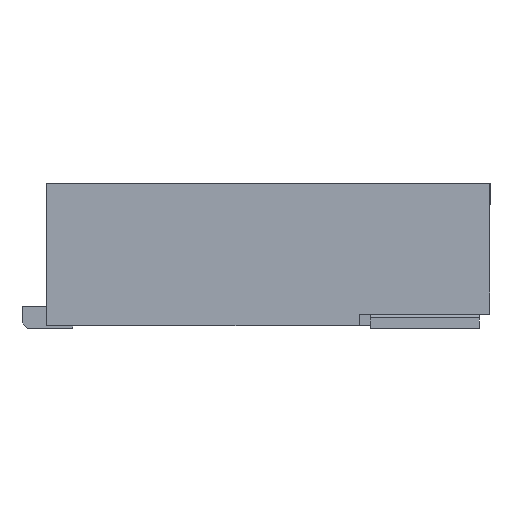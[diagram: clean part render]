
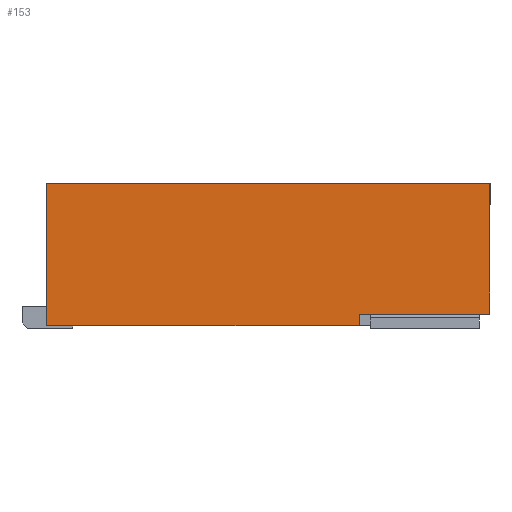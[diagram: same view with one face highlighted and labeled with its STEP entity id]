
A CAD part, left-side view. The second image highlights one B-rep face of the part: STEP entity #153.
In plain terms, the highlighted planar face has unit normal (-1, 0, 0).
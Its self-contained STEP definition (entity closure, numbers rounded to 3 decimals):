
#153=ADVANCED_FACE('',(#752),#465,.T.);
#465=PLANE('',#6324);
#752=FACE_OUTER_BOUND('',#1062,.T.);
#1062=EDGE_LOOP('',(#1731,#1732,#1733,#1734,#1735,#1736));
#1731=ORIENTED_EDGE('',*,*,#4063,.T.);
#1732=ORIENTED_EDGE('',*,*,#4064,.T.);
#1733=ORIENTED_EDGE('',*,*,#4051,.F.);
#1734=ORIENTED_EDGE('',*,*,#4065,.F.);
#1735=ORIENTED_EDGE('',*,*,#3918,.T.);
#1736=ORIENTED_EDGE('',*,*,#3912,.T.);
#3324=VERTEX_POINT('',#8620);
#3325=VERTEX_POINT('',#8622);
#3329=VERTEX_POINT('',#8633);
#3437=VERTEX_POINT('',#8901);
#3438=VERTEX_POINT('',#8902);
#3445=VERTEX_POINT('',#8923);
#3912=EDGE_CURVE('',#3325,#3324,#4803,.T.);
#3918=EDGE_CURVE('',#3329,#3325,#4809,.T.);
#4051=EDGE_CURVE('',#3437,#3438,#4942,.T.);
#4063=EDGE_CURVE('',#3324,#3445,#4954,.T.);
#4064=EDGE_CURVE('',#3445,#3438,#4955,.T.);
#4065=EDGE_CURVE('',#3329,#3437,#4956,.T.);
#4803=LINE('',#8621,#5646);
#4809=LINE('',#8632,#5652);
#4942=LINE('',#8900,#5785);
#4954=LINE('',#8922,#5797);
#4955=LINE('',#8924,#5798);
#4956=LINE('',#8925,#5799);
#5646=VECTOR('',#6864,1.);
#5652=VECTOR('',#6872,1.);
#5785=VECTOR('',#7059,1.);
#5797=VECTOR('',#7075,1.);
#5798=VECTOR('',#7076,1.);
#5799=VECTOR('',#7077,1.);
#6324=AXIS2_PLACEMENT_3D('',#8926,#7078,#7079);
#6864=DIRECTION('',(0.,-1.,0.));
#6872=DIRECTION('',(0.,0.,-1.));
#7059=DIRECTION('',(0.,0.,-1.));
#7075=DIRECTION('',(0.,0.,1.));
#7076=DIRECTION('',(0.,-1.,0.));
#7077=DIRECTION('',(0.,-1.,0.));
#7078=DIRECTION('',(-1.,0.,0.));
#7079=DIRECTION('',(0.,0.,1.));
#8620=CARTESIAN_POINT('',(-19.125,3.85,0.04));
#8621=CARTESIAN_POINT('',(-19.125,8.15,0.04));
#8622=CARTESIAN_POINT('',(-19.125,8.15,0.04));
#8632=CARTESIAN_POINT('',(-19.125,8.15,2.));
#8633=CARTESIAN_POINT('',(-19.125,8.15,2.));
#8900=CARTESIAN_POINT('',(-19.125,2.05,2.));
#8901=CARTESIAN_POINT('',(-19.125,2.05,2.));
#8902=CARTESIAN_POINT('',(-19.125,2.05,0.2));
#8922=CARTESIAN_POINT('',(-19.125,3.85,0.2));
#8923=CARTESIAN_POINT('',(-19.125,3.85,0.2));
#8924=CARTESIAN_POINT('',(-19.125,2.05,0.2));
#8925=CARTESIAN_POINT('',(-19.125,8.15,2.));
#8926=CARTESIAN_POINT('',(-19.125,8.15,2.));
